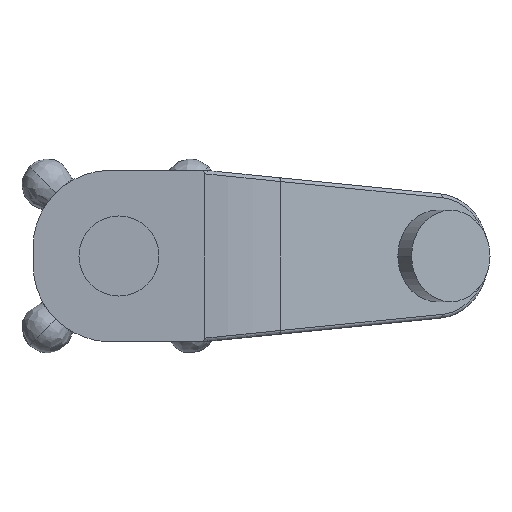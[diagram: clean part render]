
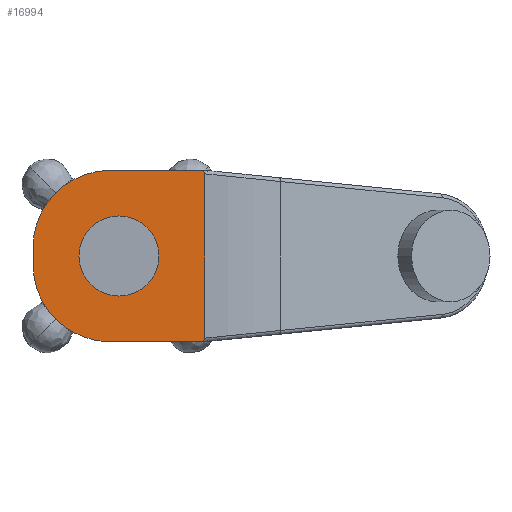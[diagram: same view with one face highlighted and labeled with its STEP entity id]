
A CAD part, front view. The second image highlights one B-rep face of the part: STEP entity #16994.
In plain terms, the highlighted planar face has unit normal (0, -1, 0).
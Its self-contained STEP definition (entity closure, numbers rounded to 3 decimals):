
#325 = CARTESIAN_POINT ( 'NONE',  ( 22.5, 0., 21.571 ) ) ;
#367 = CARTESIAN_POINT ( 'NONE',  ( -2.191, 0., -22.5 ) ) ;
#828 = VECTOR ( 'NONE', #13027, 1000. ) ;
#2189 = CARTESIAN_POINT ( 'NONE',  ( 21.869, 0., 22.459 ) ) ;
#2256 = CARTESIAN_POINT ( 'NONE',  ( -14.088, 0., 22.5 ) ) ;
#2463 = CARTESIAN_POINT ( 'NONE',  ( 22.208, 0., 22.221 ) ) ;
#2953 = VERTEX_POINT ( 'NONE', #25937 ) ;
#3281 = CARTESIAN_POINT ( 'NONE',  ( 22.5, 0., -21.782 ) ) ;
#4145 = ORIENTED_EDGE ( 'NONE', *, *, #36888, .F. ) ;
#5029 = EDGE_CURVE ( 'NONE', #20383, #31968, #29880, .T. ) ;
#5698 = CARTESIAN_POINT ( 'NONE',  ( -22.5, 0., -22.5 ) ) ;
#5936 = EDGE_CURVE ( 'NONE', #39940, #2953, #35706, .T. ) ;
#7080 = CARTESIAN_POINT ( 'NONE',  ( 21.96, 0., -22.41 ) ) ;
#7819 = CARTESIAN_POINT ( 'NONE',  ( 21.773, 0., 22.5 ) ) ;
#8208 = FACE_OUTER_BOUND ( 'NONE', #29532, .T. ) ;
#8500 = AXIS2_PLACEMENT_3D ( 'NONE', #33667, #36989, #26948 ) ;
#9062 = CARTESIAN_POINT ( 'NONE',  ( 22.41, 0., 21.984 ) ) ;
#9089 = CARTESIAN_POINT ( 'NONE',  ( 22.5, 0., -22.5 ) ) ;
#9196 = DIRECTION ( 'NONE',  ( 0., -1., 0. ) ) ;
#9724 = VERTEX_POINT ( 'NONE', #13626 ) ;
#9820 = ORIENTED_EDGE ( 'NONE', *, *, #16949, .F. ) ;
#9833 = CARTESIAN_POINT ( 'NONE',  ( 21.869, 0., -22.459 ) ) ;
#10399 = CARTESIAN_POINT ( 'NONE',  ( 22.5, 0., -21.571 ) ) ;
#11491 = VERTEX_POINT ( 'NONE', #11871 ) ;
#11871 = CARTESIAN_POINT ( 'NONE',  ( 21.773, 0., -22.5 ) ) ;
#12844 = CARTESIAN_POINT ( 'NONE',  ( 22.129, 0., 22.292 ) ) ;
#13027 = DIRECTION ( 'NONE',  ( 0., 0., 1. ) ) ;
#13075 = AXIS2_PLACEMENT_3D ( 'NONE', #5698, #9196, #35590 ) ;
#13296 = ORIENTED_EDGE ( 'NONE', *, *, #32455, .T. ) ;
#13626 = CARTESIAN_POINT ( 'NONE',  ( 0., 0., 10.5 ) ) ;
#14414 = B_SPLINE_CURVE_WITH_KNOTS ( 'NONE', 3,
 ( #15347, #2189, #39378, #12844, #2463, #9062, #29479, #32266 ),
 .UNSPECIFIED., .F., .F.,
 ( 4, 2, 2, 4 ),
 ( 0., 0., 0.001, 0.001 ),
 .UNSPECIFIED. ) ;
#14502 = CARTESIAN_POINT ( 'NONE',  ( -22.5, 0., -2.5 ) ) ;
#15347 = CARTESIAN_POINT ( 'NONE',  ( 21.773, 0., 22.5 ) ) ;
#15604 = VECTOR ( 'NONE', #22767, 1000. ) ;
#16181 = DIRECTION ( 'NONE',  ( 0., 1., 0. ) ) ;
#16949 = EDGE_CURVE ( 'NONE', #39940, #28312, #14414, .T. ) ;
#16994 = ADVANCED_FACE ( 'NONE', ( #34323, #8208 ), #22796, .T. ) ;
#17088 = VERTEX_POINT ( 'NONE', #39794 ) ;
#17386 = ORIENTED_EDGE ( 'NONE', *, *, #17708, .T. ) ;
#17474 = CARTESIAN_POINT ( 'NONE',  ( 22.5, 0., -21.571 ) ) ;
#17708 = EDGE_CURVE ( 'NONE', #36546, #28312, #32155, .T. ) ;
#17875 = CARTESIAN_POINT ( 'NONE',  ( -22.5, 0., -14.216 ) ) ;
#18266 = EDGE_CURVE ( 'NONE', #9724, #17088, #34132, .T. ) ;
#19914 = CARTESIAN_POINT ( 'NONE',  ( 83.84, 0., -22.5 ) ) ;
#20383 = VERTEX_POINT ( 'NONE', #41169 ) ;
#22409 = LINE ( 'NONE', #42357, #15604 ) ;
#22433 = CARTESIAN_POINT ( 'NONE',  ( -22.5, 0., 14.216 ) ) ;
#22767 = DIRECTION ( 'NONE',  ( 0., 0., -1. ) ) ;
#22796 = PLANE ( 'NONE',  #13075 ) ;
#24424 = CARTESIAN_POINT ( 'NONE',  ( -14.088, 0., -22.5 ) ) ;
#24758 = LINE ( 'NONE', #19914, #32569 ) ;
#25418 = EDGE_LOOP ( 'NONE', ( #38085, #31085 ) ) ;
#25846 =( BOUNDED_CURVE ( )  B_SPLINE_CURVE ( 3, ( #32189, #2256, #22433, #41744 ),
 .UNSPECIFIED., .F., .F. ) 
 B_SPLINE_CURVE_WITH_KNOTS ( ( 4, 4 ),
 ( 1.571, 3.142 ),
 .UNSPECIFIED. ) 
 CURVE ( )  GEOMETRIC_REPRESENTATION_ITEM ( )  RATIONAL_B_SPLINE_CURVE ( ( 1., 0.805, 0.805, 1. ) ) 
 REPRESENTATION_ITEM ( '' )  );
#25937 = CARTESIAN_POINT ( 'NONE',  ( -2.191, 0., 22.5 ) ) ;
#26357 = VECTOR ( 'NONE', #31757, 1000. ) ;
#26479 = CARTESIAN_POINT ( 'NONE',  ( 21.773, 0., -22.5 ) ) ;
#26516 = EDGE_CURVE ( 'NONE', #2953, #42094, #25846, .T. ) ;
#26948 = DIRECTION ( 'NONE',  ( 0., 0., 1. ) ) ;
#27616 = AXIS2_PLACEMENT_3D ( 'NONE', #36161, #16181, #39497 ) ;
#27648 = EDGE_CURVE ( 'NONE', #42094, #20383, #22409, .T. ) ;
#28114 = CARTESIAN_POINT ( 'NONE',  ( 83.84, 0., 22.5 ) ) ;
#28312 = VERTEX_POINT ( 'NONE', #325 ) ;
#28328 = ORIENTED_EDGE ( 'NONE', *, *, #26516, .T. ) ;
#29479 = CARTESIAN_POINT ( 'NONE',  ( 22.5, 0., 21.782 ) ) ;
#29532 = EDGE_LOOP ( 'NONE', ( #4145, #13296, #17386, #9820, #29854, #28328, #29858, #34065 ) ) ;
#29854 = ORIENTED_EDGE ( 'NONE', *, *, #5936, .T. ) ;
#29858 = ORIENTED_EDGE ( 'NONE', *, *, #27648, .T. ) ;
#29880 =( BOUNDED_CURVE ( )  B_SPLINE_CURVE ( 3, ( #14502, #17875, #24424, #40715 ),
 .UNSPECIFIED., .F., .T. ) 
 B_SPLINE_CURVE_WITH_KNOTS ( ( 4, 4 ),
 ( 0., 1.571 ),
 .UNSPECIFIED. ) 
 CURVE ( )  GEOMETRIC_REPRESENTATION_ITEM ( )  RATIONAL_B_SPLINE_CURVE ( ( 1., 0.805, 0.805, 1. ) ) 
 REPRESENTATION_ITEM ( '' )  );
#29899 = CIRCLE ( 'NONE', #8500, 10.5 ) ;
#30643 = EDGE_CURVE ( 'NONE', #17088, #9724, #29899, .T. ) ;
#31085 = ORIENTED_EDGE ( 'NONE', *, *, #30643, .T. ) ;
#31757 = DIRECTION ( 'NONE',  ( -1., 0., 0. ) ) ;
#31968 = VERTEX_POINT ( 'NONE', #367 ) ;
#32155 = LINE ( 'NONE', #9089, #828 ) ;
#32189 = CARTESIAN_POINT ( 'NONE',  ( -2.191, 0., 22.5 ) ) ;
#32266 = CARTESIAN_POINT ( 'NONE',  ( 22.5, 0., 21.571 ) ) ;
#32455 = EDGE_CURVE ( 'NONE', #11491, #36546, #35119, .T. ) ;
#32569 = VECTOR ( 'NONE', #39553, 1000. ) ;
#33194 = CARTESIAN_POINT ( 'NONE',  ( 22.208, 0., -22.221 ) ) ;
#33482 = CARTESIAN_POINT ( 'NONE',  ( 22.41, 0., -21.984 ) ) ;
#33667 = CARTESIAN_POINT ( 'NONE',  ( 0., 0., 0. ) ) ;
#34065 = ORIENTED_EDGE ( 'NONE', *, *, #5029, .T. ) ;
#34132 = CIRCLE ( 'NONE', #27616, 10.5 ) ;
#34323 = FACE_BOUND ( 'NONE', #25418, .T. ) ;
#34820 = CARTESIAN_POINT ( 'NONE',  ( -22.5, 0., 2.5 ) ) ;
#35119 = B_SPLINE_CURVE_WITH_KNOTS ( 'NONE', 3,
 ( #26479, #9833, #7080, #37095, #33194, #33482, #3281, #10399 ),
 .UNSPECIFIED., .F., .F.,
 ( 4, 2, 2, 4 ),
 ( 0., 0., 0.001, 0.001 ),
 .UNSPECIFIED. ) ;
#35590 = DIRECTION ( 'NONE',  ( 0., 0., -1. ) ) ;
#35706 = LINE ( 'NONE', #28114, #26357 ) ;
#36161 = CARTESIAN_POINT ( 'NONE',  ( 0., 0., 0. ) ) ;
#36546 = VERTEX_POINT ( 'NONE', #17474 ) ;
#36888 = EDGE_CURVE ( 'NONE', #11491, #31968, #24758, .T. ) ;
#36989 = DIRECTION ( 'NONE',  ( 0., 1., 0. ) ) ;
#37095 = CARTESIAN_POINT ( 'NONE',  ( 22.129, 0., -22.292 ) ) ;
#38085 = ORIENTED_EDGE ( 'NONE', *, *, #18266, .T. ) ;
#39378 = CARTESIAN_POINT ( 'NONE',  ( 21.96, 0., 22.41 ) ) ;
#39497 = DIRECTION ( 'NONE',  ( 0., 0., 1. ) ) ;
#39553 = DIRECTION ( 'NONE',  ( -1., 0., 0. ) ) ;
#39794 = CARTESIAN_POINT ( 'NONE',  ( 0., 0., -10.5 ) ) ;
#39940 = VERTEX_POINT ( 'NONE', #7819 ) ;
#40715 = CARTESIAN_POINT ( 'NONE',  ( -2.191, 0., -22.5 ) ) ;
#41169 = CARTESIAN_POINT ( 'NONE',  ( -22.5, 0., -2.5 ) ) ;
#41744 = CARTESIAN_POINT ( 'NONE',  ( -22.5, 0., 2.5 ) ) ;
#42094 = VERTEX_POINT ( 'NONE', #34820 ) ;
#42357 = CARTESIAN_POINT ( 'NONE',  ( -22.5, 0., -22.5 ) ) ;
